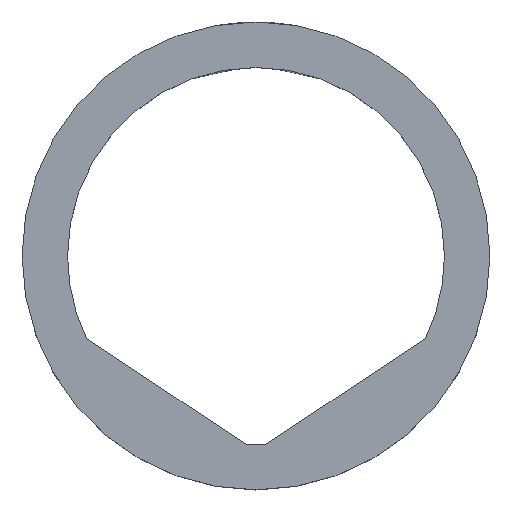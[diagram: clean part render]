
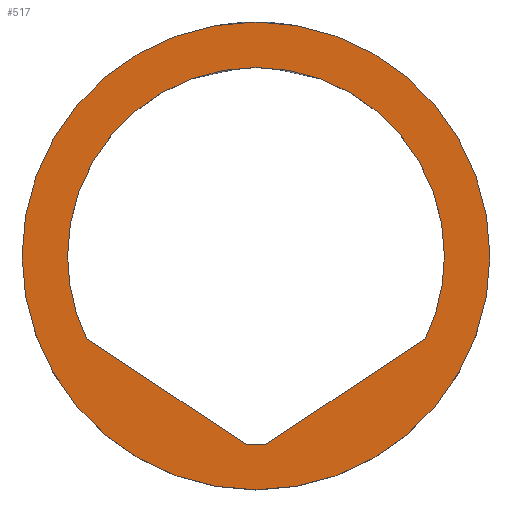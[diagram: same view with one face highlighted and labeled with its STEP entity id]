
A CAD part, top view. The second image highlights one B-rep face of the part: STEP entity #517.
In plain terms, the highlighted planar face has unit normal (0, 0, 1).
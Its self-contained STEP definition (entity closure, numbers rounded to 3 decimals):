
#1 = CIRCLE ( 'NONE', #334, 29. ) ;
#13 = VERTEX_POINT ( 'NONE', #55 ) ;
#15 = CARTESIAN_POINT ( 'NONE',  ( 0., 0., 12. ) ) ;
#19 = EDGE_CURVE ( 'NONE', #263, #120, #301, .T. ) ;
#24 = LINE ( 'NONE', #154, #100 ) ;
#48 = VECTOR ( 'NONE', #468, 1000. ) ;
#50 = CARTESIAN_POINT ( 'NONE',  ( 1.5, -29., 12. ) ) ;
#52 = EDGE_CURVE ( 'NONE', #436, #263, #24, .T. ) ;
#54 = ORIENTED_EDGE ( 'NONE', *, *, #330, .F. ) ;
#55 = CARTESIAN_POINT ( 'NONE',  ( -36., 0., 12. ) ) ;
#60 = ORIENTED_EDGE ( 'NONE', *, *, #85, .F. ) ;
#74 = DIRECTION ( 'NONE',  ( 0., 0., 1. ) ) ;
#85 = EDGE_CURVE ( 'NONE', #237, #226, #422, .T. ) ;
#90 = ORIENTED_EDGE ( 'NONE', *, *, #19, .F. ) ;
#95 = ORIENTED_EDGE ( 'NONE', *, *, #164, .F. ) ;
#100 = VECTOR ( 'NONE', #181, 1000. ) ;
#103 = DIRECTION ( 'NONE',  ( -1., 0., 0. ) ) ;
#107 = EDGE_LOOP ( 'NONE', ( #54, #60, #373, #95, #90, #529 ) ) ;
#120 = VERTEX_POINT ( 'NONE', #482 ) ;
#138 = DIRECTION ( 'NONE',  ( 0.833, -0.553, 0. ) ) ;
#145 = CIRCLE ( 'NONE', #490, 29. ) ;
#153 = DIRECTION ( 'NONE',  ( 0., 0., 1. ) ) ;
#154 = CARTESIAN_POINT ( 'NONE',  ( -1.5, -29., 12. ) ) ;
#163 = DIRECTION ( 'NONE',  ( 0., 0., 1. ) ) ;
#164 = EDGE_CURVE ( 'NONE', #120, #218, #145, .T. ) ;
#166 = PLANE ( 'NONE',  #265 ) ;
#167 = DIRECTION ( 'NONE',  ( 0., 0., 1. ) ) ;
#171 = VECTOR ( 'NONE', #138, 1000. ) ;
#172 = AXIS2_PLACEMENT_3D ( 'NONE', #344, #299, #177 ) ;
#177 = DIRECTION ( 'NONE',  ( 1., 0., 0. ) ) ;
#181 = DIRECTION ( 'NONE',  ( 1., 0., 0. ) ) ;
#200 = EDGE_CURVE ( 'NONE', #13, #476, #261, .T. ) ;
#208 = DIRECTION ( 'NONE',  ( -1., 0., 0. ) ) ;
#209 = CARTESIAN_POINT ( 'NONE',  ( 0., 0., 12. ) ) ;
#215 = CARTESIAN_POINT ( 'NONE',  ( 1.5, -29., 12. ) ) ;
#218 = VERTEX_POINT ( 'NONE', #472 ) ;
#226 = VERTEX_POINT ( 'NONE', #316 ) ;
#237 = VERTEX_POINT ( 'NONE', #534 ) ;
#260 = AXIS2_PLACEMENT_3D ( 'NONE', #319, #153, #519 ) ;
#261 = CIRCLE ( 'NONE', #260, 36. ) ;
#263 = VERTEX_POINT ( 'NONE', #50 ) ;
#265 = AXIS2_PLACEMENT_3D ( 'NONE', #209, #167, #374 ) ;
#268 = CARTESIAN_POINT ( 'NONE',  ( 0., 0., 12. ) ) ;
#273 = DIRECTION ( 'NONE',  ( 0., 0., 1. ) ) ;
#276 = DIRECTION ( 'NONE',  ( -1., 0., 0. ) ) ;
#278 = EDGE_CURVE ( 'NONE', #218, #237, #1, .T. ) ;
#291 = FACE_OUTER_BOUND ( 'NONE', #502, .T. ) ;
#299 = DIRECTION ( 'NONE',  ( 0., 0., 1. ) ) ;
#301 = LINE ( 'NONE', #215, #48 ) ;
#316 = CARTESIAN_POINT ( 'NONE',  ( -26.063, -12.717, 12. ) ) ;
#319 = CARTESIAN_POINT ( 'NONE',  ( 0., 0., 12. ) ) ;
#326 = ORIENTED_EDGE ( 'NONE', *, *, #351, .T. ) ;
#330 = EDGE_CURVE ( 'NONE', #226, #436, #507, .T. ) ;
#334 = AXIS2_PLACEMENT_3D ( 'NONE', #536, #163, #208 ) ;
#344 = CARTESIAN_POINT ( 'NONE',  ( 0., 0., 12. ) ) ;
#351 = EDGE_CURVE ( 'NONE', #476, #13, #521, .T. ) ;
#367 = CARTESIAN_POINT ( 'NONE',  ( 36., 0., 12. ) ) ;
#373 = ORIENTED_EDGE ( 'NONE', *, *, #278, .F. ) ;
#374 = DIRECTION ( 'NONE',  ( 1., 0., 0. ) ) ;
#388 = CARTESIAN_POINT ( 'NONE',  ( -26.063, -12.717, 12. ) ) ;
#403 = AXIS2_PLACEMENT_3D ( 'NONE', #268, #74, #103 ) ;
#408 = ORIENTED_EDGE ( 'NONE', *, *, #200, .T. ) ;
#422 = CIRCLE ( 'NONE', #403, 29. ) ;
#436 = VERTEX_POINT ( 'NONE', #454 ) ;
#454 = CARTESIAN_POINT ( 'NONE',  ( -1.5, -29., 12. ) ) ;
#468 = DIRECTION ( 'NONE',  ( 0.833, 0.553, 0. ) ) ;
#472 = CARTESIAN_POINT ( 'NONE',  ( 29., 0., 12. ) ) ;
#476 = VERTEX_POINT ( 'NONE', #367 ) ;
#482 = CARTESIAN_POINT ( 'NONE',  ( 26.063, -12.717, 12. ) ) ;
#490 = AXIS2_PLACEMENT_3D ( 'NONE', #15, #273, #276 ) ;
#502 = EDGE_LOOP ( 'NONE', ( #408, #326 ) ) ;
#507 = LINE ( 'NONE', #388, #171 ) ;
#517 = ADVANCED_FACE ( 'NONE', ( #291, #535 ), #166, .T. ) ;
#519 = DIRECTION ( 'NONE',  ( 1., 0., 0. ) ) ;
#521 = CIRCLE ( 'NONE', #172, 36. ) ;
#529 = ORIENTED_EDGE ( 'NONE', *, *, #52, .F. ) ;
#534 = CARTESIAN_POINT ( 'NONE',  ( -29., 0., 12. ) ) ;
#535 = FACE_BOUND ( 'NONE', #107, .T. ) ;
#536 = CARTESIAN_POINT ( 'NONE',  ( 0., 0., 12. ) ) ;
